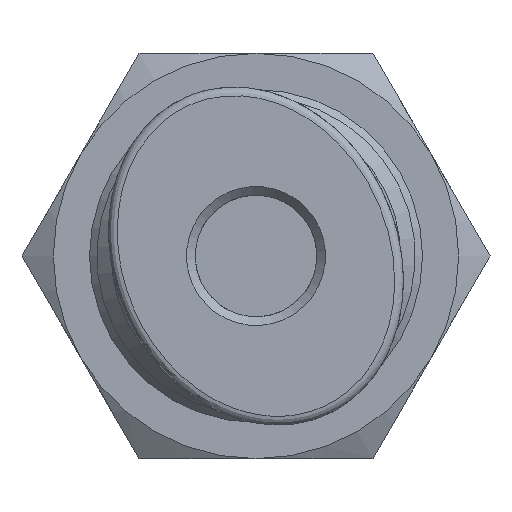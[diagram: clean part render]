
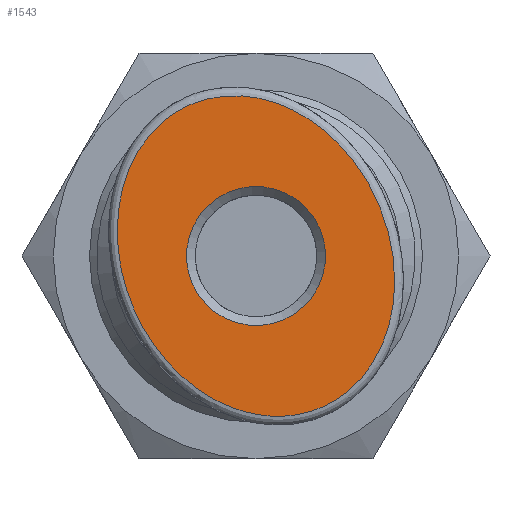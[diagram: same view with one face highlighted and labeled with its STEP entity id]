
A CAD part, left-side view. The second image highlights one B-rep face of the part: STEP entity #1543.
In plain terms, the highlighted face is planar.
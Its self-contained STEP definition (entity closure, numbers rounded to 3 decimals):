
#1479=CARTESIAN_POINT('',(2.4,4.1,0.));
#1480=VERTEX_POINT('',#1479);
#1481=CARTESIAN_POINT('',(0.,4.1,0.0));
#1482=DIRECTION('',(0.0,1.0,0.0));
#1483=DIRECTION('',(-1.0,0.0,0.0));
#1484=AXIS2_PLACEMENT_3D('',#1481,#1482,#1483);
#1485=CIRCLE('',#1484,2.4);
#1486=EDGE_CURVE('',#1480,#1480,#1485,.T.);
#1511=CARTESIAN_POINT('',(0.,4.1,0.));
#1512=DIRECTION('',(0.0,-1.0,0.0));
#1513=DIRECTION('',(0.0,0.0,-1.0));
#1514=AXIS2_PLACEMENT_3D('',#1511,#1512,#1513);
#1515=PLANE('',#1514);
#1516=CARTESIAN_POINT('',(5.7,4.1,0.));
#1517=VERTEX_POINT('',#1516);
#1518=CARTESIAN_POINT('',(5.701,4.1,0.));
#1519=CARTESIAN_POINT('',(5.701,4.1,0.769));
#1520=CARTESIAN_POINT('',(5.19,4.1,2.306));
#1521=CARTESIAN_POINT('',(2.795,4.1,4.384));
#1522=CARTESIAN_POINT('',(-0.437,4.1,4.884));
#1523=CARTESIAN_POINT('',(-3.397,4.1,3.869));
#1524=CARTESIAN_POINT('',(-4.987,4.1,2.474));
#1525=CARTESIAN_POINT('',(-5.726,4.1,0.79));
#1526=CARTESIAN_POINT('',(-5.726,4.1,-0.79));
#1527=CARTESIAN_POINT('',(-5.092,4.1,-2.232));
#1528=CARTESIAN_POINT('',(-4.011,4.1,-3.361));
#1529=CARTESIAN_POINT('',(-2.658,4.1,-4.137));
#1530=CARTESIAN_POINT('',(-0.169,4.1,-4.843));
#1531=CARTESIAN_POINT('',(2.796,4.1,-4.384));
#1532=CARTESIAN_POINT('',(5.19,4.1,-2.307));
#1533=CARTESIAN_POINT('',(5.701,4.1,-0.769));
#1534=CARTESIAN_POINT('',(5.701,4.1,0.));
#1535=B_SPLINE_CURVE_WITH_KNOTS('',3,(#1518,#1519,#1520,#1521,#1522,#1523,#1524,#1525,#1526,#1527,#1528,#1529,#1530,#1531,#1532,#1533,#1534),.UNSPECIFIED.,.T.,.U.,(4,1,1,1,1,1,1,1,1,1,1,1,1,1,4),(-3.142,-2.693,-2.244,-1.346,-0.898,-0.449,-0.15,0.15,0.449,0.748,1.047,1.346,2.244,2.693,3.142),.UNSPECIFIED.);
#1536=EDGE_CURVE('',#1517,#1517,#1535,.T.);
#1537=ORIENTED_EDGE('',*,*,#1536,.F.);
#1538=EDGE_LOOP('',(#1537));
#1539=FACE_OUTER_BOUND('',#1538,.T.);
#1540=ORIENTED_EDGE('',*,*,#1486,.F.);
#1541=EDGE_LOOP('',(#1540));
#1542=FACE_BOUND('',#1541,.T.);
#1543=ADVANCED_FACE('',(#1539,#1542),#1515,.F.);
